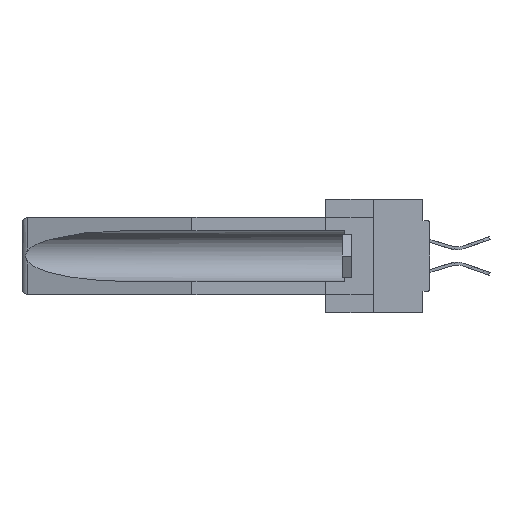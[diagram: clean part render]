
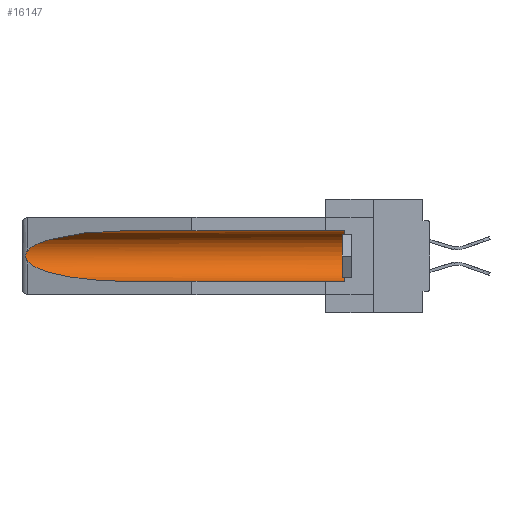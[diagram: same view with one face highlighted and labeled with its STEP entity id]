
A CAD part, left-side view. The second image highlights one B-rep face of the part: STEP entity #16147.
In plain terms, the highlighted cylindrical face has radius 2.857 mm (diameter 5.715 mm), a partial arc.
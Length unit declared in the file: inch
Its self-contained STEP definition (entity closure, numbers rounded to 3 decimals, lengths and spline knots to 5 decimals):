
#226 =( BOUNDED_CURVE ( )  B_SPLINE_CURVE ( 3, ( #19438, #9647, #2656, #39816 ),
 .UNSPECIFIED., .F., .F. ) 
 B_SPLINE_CURVE_WITH_KNOTS ( ( 4, 4 ),
 ( 4.71239, 6.08839 ),
 .UNSPECIFIED. ) 
 CURVE ( )  GEOMETRIC_REPRESENTATION_ITEM ( )  RATIONAL_B_SPLINE_CURVE ( ( 1., 0.848, 0.848, 1. ) ) 
 REPRESENTATION_ITEM ( '' )  );
#880 = ORIENTED_EDGE ( 'NONE', *, *, #20130, .T. ) ;
#1177 = EDGE_CURVE ( 'NONE', #22382, #35688, #31419, .T. ) ;
#2240 = CARTESIAN_POINT ( 'NONE',  ( 0.21114, 1.30732, -0.284 ) ) ;
#2536 = CARTESIAN_POINT ( 'NONE',  ( 0.25451, 1.48313, -0.24835 ) ) ;
#2584 = DIRECTION ( 'NONE',  ( 0., 1., 0. ) ) ;
#2656 = CARTESIAN_POINT ( 'NONE',  ( 0.25451, 1.48313, -0.09465 ) ) ;
#3945 = CARTESIAN_POINT ( 'NONE',  ( 0.155, 1.07973, -0.059 ) ) ;
#5480 = CARTESIAN_POINT ( 'NONE',  ( 0.2675, 1.53308, -0.16763 ) ) ;
#5768 = CARTESIAN_POINT ( 'NONE',  ( 0.26537, 1.52718, -0.14972 ) ) ;
#5865 = ORIENTED_EDGE ( 'NONE', *, *, #1177, .T. ) ;
#6046 = CARTESIAN_POINT ( 'NONE',  ( 0.2673, 1.5327, -0.16383 ) ) ;
#8348 = ORIENTED_EDGE ( 'NONE', *, *, #14805, .T. ) ;
#9082 = CARTESIAN_POINT ( 'NONE',  ( 0.26654, 1.53092, -0.15636 ) ) ;
#9241 = CARTESIAN_POINT ( 'NONE',  ( 0.26655, 1.53094, -0.18657 ) ) ;
#9305 = CARTESIAN_POINT ( 'NONE',  ( 0.155, 1.07973, -0.284 ) ) ;
#9386 = CARTESIAN_POINT ( 'NONE',  ( 0.26537, 1.52718, -0.19328 ) ) ;
#9457 = CARTESIAN_POINT ( 'NONE',  ( 0.155, 1.07973, -0.284 ) ) ;
#9647 = CARTESIAN_POINT ( 'NONE',  ( 0.21114, 1.30732, -0.059 ) ) ;
#11980 = LINE ( 'NONE', #12125, #32649 ) ;
#12125 = CARTESIAN_POINT ( 'NONE',  ( 0.155, -0.30754, -0.284 ) ) ;
#12389 = CARTESIAN_POINT ( 'NONE',  ( 0.26597, 1.5296, -0.19026 ) ) ;
#13248 = DIRECTION ( 'NONE',  ( 0., 1., 0. ) ) ;
#14688 = ORIENTED_EDGE ( 'NONE', *, *, #31288, .F. ) ;
#14805 = EDGE_CURVE ( 'NONE', #22850, #22382, #226, .T. ) ;
#14843 = FACE_OUTER_BOUND ( 'NONE', #29039, .T. ) ;
#14895 = ORIENTED_EDGE ( 'NONE', *, *, #28611, .T. ) ;
#15546 = DIRECTION ( 'NONE',  ( 0., 0., 1. ) ) ;
#15867 = CARTESIAN_POINT ( 'NONE',  ( 0.2673, 1.53269, -0.17917 ) ) ;
#16080 = CARTESIAN_POINT ( 'NONE',  ( 0.26537, 1.52718, -0.19328 ) ) ;
#16147 = ADVANCED_FACE ( 'NONE', ( #14843 ), #28274, .F. ) ;
#17036 = DIRECTION ( 'NONE',  ( 0., -1., 0. ) ) ;
#17394 =( BOUNDED_CURVE ( )  B_SPLINE_CURVE ( 3, ( #16080, #2536, #2240, #9305 ),
 .UNSPECIFIED., .F., .F. ) 
 B_SPLINE_CURVE_WITH_KNOTS ( ( 4, 4 ),
 ( 0.1948, 1.5708 ),
 .UNSPECIFIED. ) 
 CURVE ( )  GEOMETRIC_REPRESENTATION_ITEM ( )  RATIONAL_B_SPLINE_CURVE ( ( 1., 0.848, 0.848, 1. ) ) 
 REPRESENTATION_ITEM ( '' )  );
#17650 = CIRCLE ( 'NONE', #33531, 0.1125 ) ;
#17698 = CARTESIAN_POINT ( 'NONE',  ( 0.155, 0.126, -0.284 ) ) ;
#18512 = VECTOR ( 'NONE', #13248, 39.37008 ) ;
#19043 = CARTESIAN_POINT ( 'NONE',  ( 0.26597, 1.52961, -0.15275 ) ) ;
#19438 = CARTESIAN_POINT ( 'NONE',  ( 0.155, 1.07973, -0.059 ) ) ;
#20130 = EDGE_CURVE ( 'NONE', #38500, #41120, #17650, .T. ) ;
#21424 = CARTESIAN_POINT ( 'NONE',  ( 0.26537, 1.52718, -0.14972 ) ) ;
#21978 = ORIENTED_EDGE ( 'NONE', *, *, #40985, .T. ) ;
#22382 = VERTEX_POINT ( 'NONE', #21424 ) ;
#22850 = VERTEX_POINT ( 'NONE', #3945 ) ;
#24947 = CARTESIAN_POINT ( 'NONE',  ( 0.155, -0.30754, -0.1715 ) ) ;
#25980 = DIRECTION ( 'NONE',  ( 0., 1., 0. ) ) ;
#28274 = CYLINDRICAL_SURFACE ( 'NONE', #34802, 0.1125 ) ;
#28611 = EDGE_CURVE ( 'NONE', #35688, #38778, #17394, .T. ) ;
#28821 = LINE ( 'NONE', #33039, #18512 ) ;
#29039 = EDGE_LOOP ( 'NONE', ( #8348, #5865, #14895, #14688, #880, #21978 ) ) ;
#29715 = CARTESIAN_POINT ( 'NONE',  ( 0.155, 0.126, -0.1715 ) ) ;
#30146 = DIRECTION ( 'NONE',  ( 0., 0., 1. ) ) ;
#31288 = EDGE_CURVE ( 'NONE', #38500, #38778, #11980, .T. ) ;
#31419 = B_SPLINE_CURVE_WITH_KNOTS ( 'NONE', 3,
 ( #5768, #19043, #9082, #6046, #5480, #32175, #15867, #9241, #12389, #9386 ),
 .UNSPECIFIED., .F., .F.,
 ( 4, 2, 2, 2, 4 ),
 ( 0., 0.00029, 0.00058, 0.00087, 0.00117 ),
 .UNSPECIFIED. ) ;
#32175 = CARTESIAN_POINT ( 'NONE',  ( 0.2675, 1.53308, -0.17534 ) ) ;
#32649 = VECTOR ( 'NONE', #25980, 39.37008 ) ;
#33039 = CARTESIAN_POINT ( 'NONE',  ( 0.155, -0.30754, -0.059 ) ) ;
#33531 = AXIS2_PLACEMENT_3D ( 'NONE', #29715, #17036, #30146 ) ;
#34775 = CARTESIAN_POINT ( 'NONE',  ( 0.155, 0.126, -0.059 ) ) ;
#34802 = AXIS2_PLACEMENT_3D ( 'NONE', #24947, #2584, #15546 ) ;
#35559 = CARTESIAN_POINT ( 'NONE',  ( 0.26537, 1.52718, -0.19328 ) ) ;
#35688 = VERTEX_POINT ( 'NONE', #35559 ) ;
#38500 = VERTEX_POINT ( 'NONE', #17698 ) ;
#38778 = VERTEX_POINT ( 'NONE', #9457 ) ;
#39816 = CARTESIAN_POINT ( 'NONE',  ( 0.26537, 1.52718, -0.14972 ) ) ;
#40985 = EDGE_CURVE ( 'NONE', #41120, #22850, #28821, .T. ) ;
#41120 = VERTEX_POINT ( 'NONE', #34775 ) ;
